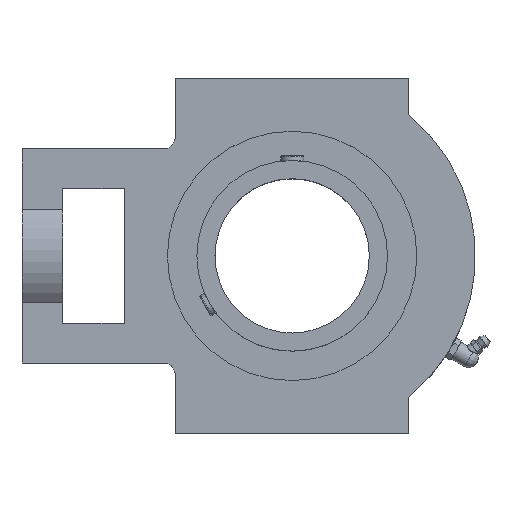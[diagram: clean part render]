
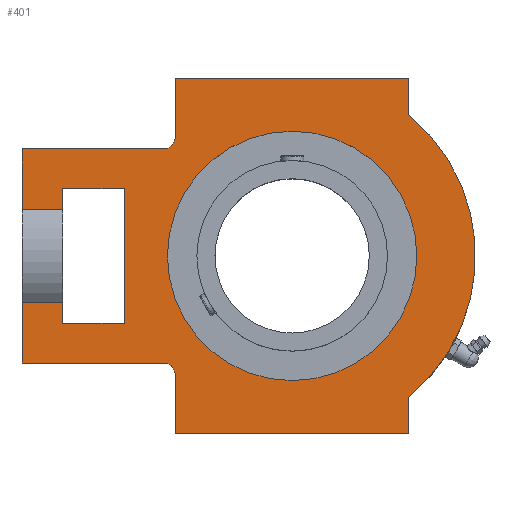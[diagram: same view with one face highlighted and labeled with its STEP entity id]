
A CAD part, top view. The second image highlights one B-rep face of the part: STEP entity #401.
In plain terms, the highlighted planar face has unit normal (0, 0, 1).
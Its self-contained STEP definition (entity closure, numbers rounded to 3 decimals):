
#401 = ADVANCED_FACE( '', ( #830, #831 ), #832, .T. );
#830 = FACE_BOUND( '', #1265, .T. );
#831 = FACE_OUTER_BOUND( '', #1266, .T. );
#832 = PLANE( '', #1267 );
#1265 = EDGE_LOOP( '', ( #2328 ) );
#1266 = EDGE_LOOP( '', ( #2329, #2330, #2331, #2332, #2333, #2334, #2335, #2336, #2337, #2338, #2339, #2340, #2341, #2342, #2343, #2344, #2345, #2346, #2347, #2348 ) );
#1267 = AXIS2_PLACEMENT_3D( '', #2349, #2350, #2351 );
#2328 = ORIENTED_EDGE( '', *, *, #2840, .F. );
#2329 = ORIENTED_EDGE( '', *, *, #2528, .T. );
#2330 = ORIENTED_EDGE( '', *, *, #2707, .T. );
#2331 = ORIENTED_EDGE( '', *, *, #2836, .F. );
#2332 = ORIENTED_EDGE( '', *, *, #2833, .F. );
#2333 = ORIENTED_EDGE( '', *, *, #2784, .F. );
#2334 = ORIENTED_EDGE( '', *, *, #2639, .F. );
#2335 = ORIENTED_EDGE( '', *, *, #2837, .F. );
#2336 = ORIENTED_EDGE( '', *, *, #2708, .T. );
#2337 = ORIENTED_EDGE( '', *, *, #2526, .T. );
#2338 = ORIENTED_EDGE( '', *, *, #2807, .T. );
#2339 = ORIENTED_EDGE( '', *, *, #2680, .F. );
#2340 = ORIENTED_EDGE( '', *, *, #2478, .T. );
#2341 = ORIENTED_EDGE( '', *, *, #2831, .T. );
#2342 = ORIENTED_EDGE( '', *, *, #2851, .T. );
#2343 = ORIENTED_EDGE( '', *, *, #2791, .T. );
#2344 = ORIENTED_EDGE( '', *, *, #2649, .T. );
#2345 = ORIENTED_EDGE( '', *, *, #2462, .T. );
#2346 = ORIENTED_EDGE( '', *, *, #2695, .T. );
#2347 = ORIENTED_EDGE( '', *, *, #2795, .F. );
#2348 = ORIENTED_EDGE( '', *, *, #2772, .T. );
#2349 = CARTESIAN_POINT( '', ( -66.8, -61.8, 25.5 ) );
#2350 = DIRECTION( '', ( 0., 0., 1. ) );
#2351 = DIRECTION( '', ( 1., 0., 0. ) );
#2462 = EDGE_CURVE( '', #2892, #2890, #2893, .T. );
#2478 = EDGE_CURVE( '', #2920, #2918, #2921, .T. );
#2526 = EDGE_CURVE( '', #3004, #3002, #3005, .T. );
#2528 = EDGE_CURVE( '', #3008, #3006, #3009, .T. );
#2639 = EDGE_CURVE( '', #3183, #3185, #3186, .T. );
#2649 = EDGE_CURVE( '', #3199, #2892, #3200, .T. );
#2680 = EDGE_CURVE( '', #2920, #3244, #3245, .T. );
#2695 = EDGE_CURVE( '', #2890, #3265, #3267, .T. );
#2707 = EDGE_CURVE( '', #3006, #3282, #3283, .F. );
#2708 = EDGE_CURVE( '', #3284, #3004, #3285, .T. );
#2772 = EDGE_CURVE( '', #3378, #3008, #3379, .T. );
#2784 = EDGE_CURVE( '', #3185, #3394, #3395, .T. );
#2791 = EDGE_CURVE( '', #3405, #3199, #3406, .T. );
#2795 = EDGE_CURVE( '', #3378, #3265, #3410, .T. );
#2807 = EDGE_CURVE( '', #3002, #3244, #3424, .T. );
#2831 = EDGE_CURVE( '', #2918, #3450, #3452, .T. );
#2833 = EDGE_CURVE( '', #3394, #3454, #3455, .T. );
#2836 = EDGE_CURVE( '', #3454, #3282, #3458, .T. );
#2837 = EDGE_CURVE( '', #3284, #3183, #3459, .T. );
#2840 = EDGE_CURVE( '', #3463, #3463, #3464, .T. );
#2851 = EDGE_CURVE( '', #3450, #3405, #3477, .T. );
#2890 = VERTEX_POINT( '', #3516 );
#2892 = VERTEX_POINT( '', #3519 );
#2893 = LINE( '', #3520, #3521 );
#2918 = VERTEX_POINT( '', #3557 );
#2920 = VERTEX_POINT( '', #3560 );
#2921 = LINE( '', #3561, #3562 );
#3002 = VERTEX_POINT( '', #3725 );
#3004 = VERTEX_POINT( '', #3728 );
#3005 = LINE( '', #3729, #3730 );
#3006 = VERTEX_POINT( '', #3731 );
#3008 = VERTEX_POINT( '', #3733 );
#3009 = LINE( '', #3734, #3735 );
#3183 = VERTEX_POINT( '', #4353 );
#3185 = VERTEX_POINT( '', #4356 );
#3186 = LINE( '', #4357, #4358 );
#3199 = VERTEX_POINT( '', #4377 );
#3200 = LINE( '', #4378, #4379 );
#3244 = VERTEX_POINT( '', #4450 );
#3245 = CIRCLE( '', #4451, 6.3 );
#3265 = VERTEX_POINT( '', #4505 );
#3267 = LINE( '', #4508, #4509 );
#3282 = VERTEX_POINT( '', #4536 );
#3283 = LINE( '', #4537, #4538 );
#3284 = VERTEX_POINT( '', #4539 );
#3285 = LINE( '', #4540, #4541 );
#3378 = VERTEX_POINT( '', #4885 );
#3379 = LINE( '', #4886, #4887 );
#3394 = VERTEX_POINT( '', #4915 );
#3395 = LINE( '', #4916, #4917 );
#3405 = VERTEX_POINT( '', #4969 );
#3406 = CIRCLE( '', #4970, 95. );
#3410 = CIRCLE( '', #4975, 6.3 );
#3424 = LINE( '', #4994, #4995 );
#3450 = VERTEX_POINT( '', #5040 );
#3452 = LINE( '', #5043, #5044 );
#3454 = VERTEX_POINT( '', #5046 );
#3455 = LINE( '', #5047, #5048 );
#3458 = LINE( '', #5052, #5053 );
#3459 = LINE( '', #5054, #5055 );
#3463 = VERTEX_POINT( '', #5059 );
#3464 = CIRCLE( '', #5060, 64.625 );
#3477 = LINE( '', #5092, #5093 );
#3516 = CARTESIAN_POINT( '', ( -60.5, 92., 25.5 ) );
#3519 = CARTESIAN_POINT( '', ( 60.5, 92., 25.5 ) );
#3520 = CARTESIAN_POINT( '', ( 60.5, 92., 25.5 ) );
#3521 = VECTOR( '', #5158, 1000. );
#3557 = CARTESIAN_POINT( '', ( -60.5, -92., 25.5 ) );
#3560 = CARTESIAN_POINT( '', ( -60.5, -61.8, 25.5 ) );
#3561 = CARTESIAN_POINT( '', ( -60.5, -61.8, 25.5 ) );
#3562 = VECTOR( '', #5175, 1000. );
#3725 = CARTESIAN_POINT( '', ( -140., -55.5, 25.5 ) );
#3728 = CARTESIAN_POINT( '', ( -140., -23.974, 25.5 ) );
#3729 = CARTESIAN_POINT( '', ( -140., 55.5, 25.5 ) );
#3730 = VECTOR( '', #5215, 1000. );
#3731 = CARTESIAN_POINT( '', ( -140., 23.974, 25.5 ) );
#3733 = CARTESIAN_POINT( '', ( -140., 55.5, 25.5 ) );
#3734 = CARTESIAN_POINT( '', ( -140., 55.5, 25.5 ) );
#3735 = VECTOR( '', #5219, 1000. );
#4353 = CARTESIAN_POINT( '', ( -119., -35., 25.5 ) );
#4356 = CARTESIAN_POINT( '', ( -87., -35., 25.5 ) );
#4357 = CARTESIAN_POINT( '', ( -119., -35., 25.5 ) );
#4358 = VECTOR( '', #5304, 1000. );
#4377 = CARTESIAN_POINT( '', ( 60.5, 73.244, 25.5 ) );
#4378 = CARTESIAN_POINT( '', ( 60.5, 73.244, 25.5 ) );
#4379 = VECTOR( '', #5311, 1000. );
#4450 = CARTESIAN_POINT( '', ( -66.8, -55.5, 25.5 ) );
#4451 = AXIS2_PLACEMENT_3D( '', #5335, #5336, #5337 );
#4505 = CARTESIAN_POINT( '', ( -60.5, 61.8, 25.5 ) );
#4508 = CARTESIAN_POINT( '', ( -60.5, 92., 25.5 ) );
#4509 = VECTOR( '', #5350, 1000. );
#4536 = CARTESIAN_POINT( '', ( -119., 23.974, 25.5 ) );
#4537 = CARTESIAN_POINT( '', ( -119., 23.974, 25.5 ) );
#4538 = VECTOR( '', #5361, 1000. );
#4539 = CARTESIAN_POINT( '', ( -119., -23.974, 25.5 ) );
#4540 = CARTESIAN_POINT( '', ( -119., -23.974, 25.5 ) );
#4541 = VECTOR( '', #5362, 1000. );
#4885 = CARTESIAN_POINT( '', ( -66.8, 55.5, 25.5 ) );
#4886 = CARTESIAN_POINT( '', ( -66.8, 55.5, 25.5 ) );
#4887 = VECTOR( '', #5428, 1000. );
#4915 = CARTESIAN_POINT( '', ( -87., 35., 25.5 ) );
#4916 = CARTESIAN_POINT( '', ( -87., -35., 25.5 ) );
#4917 = VECTOR( '', #5435, 1000. );
#4969 = CARTESIAN_POINT( '', ( 60.5, -73.244, 25.5 ) );
#4970 = AXIS2_PLACEMENT_3D( '', #5440, #5441, #5442 );
#4975 = AXIS2_PLACEMENT_3D( '', #5447, #5448, #5449 );
#4994 = CARTESIAN_POINT( '', ( -140., -55.5, 25.5 ) );
#4995 = VECTOR( '', #5458, 1000. );
#5040 = CARTESIAN_POINT( '', ( 60.5, -92., 25.5 ) );
#5043 = CARTESIAN_POINT( '', ( -60.5, -92., 25.5 ) );
#5044 = VECTOR( '', #5478, 1000. );
#5046 = CARTESIAN_POINT( '', ( -119., 35., 25.5 ) );
#5047 = CARTESIAN_POINT( '', ( -87., 35., 25.5 ) );
#5048 = VECTOR( '', #5479, 1000. );
#5052 = CARTESIAN_POINT( '', ( -119., 35., 25.5 ) );
#5053 = VECTOR( '', #5481, 1000. );
#5054 = CARTESIAN_POINT( '', ( -119., 35., 25.5 ) );
#5055 = VECTOR( '', #5482, 1000. );
#5059 = CARTESIAN_POINT( '', ( 64.625, 0., 25.5 ) );
#5060 = AXIS2_PLACEMENT_3D( '', #5486, #5487, #5488 );
#5092 = CARTESIAN_POINT( '', ( 60.5, -92., 25.5 ) );
#5093 = VECTOR( '', #5495, 1000. );
#5158 = DIRECTION( '', ( -1., 0., 0. ) );
#5175 = DIRECTION( '', ( 0., -1., 0. ) );
#5215 = DIRECTION( '', ( 0., -1., 0. ) );
#5219 = DIRECTION( '', ( 0., -1., 0. ) );
#5304 = DIRECTION( '', ( 1., 0., 0. ) );
#5311 = DIRECTION( '', ( 0., 1., 0. ) );
#5335 = CARTESIAN_POINT( '', ( -66.8, -61.8, 25.5 ) );
#5336 = DIRECTION( '', ( 0., 0., 1. ) );
#5337 = DIRECTION( '', ( 1., 0., 0. ) );
#5350 = DIRECTION( '', ( 0., -1., 0. ) );
#5361 = DIRECTION( '', ( -1., 0., 0. ) );
#5362 = DIRECTION( '', ( -1., 0., 0. ) );
#5428 = DIRECTION( '', ( -1., 0., 0. ) );
#5435 = DIRECTION( '', ( 0., 1., 0. ) );
#5440 = CARTESIAN_POINT( '', ( 0., 0., 25.5 ) );
#5441 = DIRECTION( '', ( 0., 0., 1. ) );
#5442 = DIRECTION( '', ( 1., 0., 0. ) );
#5447 = CARTESIAN_POINT( '', ( -66.8, 61.8, 25.5 ) );
#5448 = DIRECTION( '', ( 0., 0., 1. ) );
#5449 = DIRECTION( '', ( 1., 0., 0. ) );
#5458 = DIRECTION( '', ( 1., 0., 0. ) );
#5478 = DIRECTION( '', ( 1., 0., 0. ) );
#5479 = DIRECTION( '', ( -1., 0., 0. ) );
#5481 = DIRECTION( '', ( 0., -1., 0. ) );
#5482 = DIRECTION( '', ( 0., -1., 0. ) );
#5486 = CARTESIAN_POINT( '', ( 0., 0., 25.5 ) );
#5487 = DIRECTION( '', ( 0., 0., 1. ) );
#5488 = DIRECTION( '', ( 1., 0., 0. ) );
#5495 = DIRECTION( '', ( 0., 1., 0. ) );
